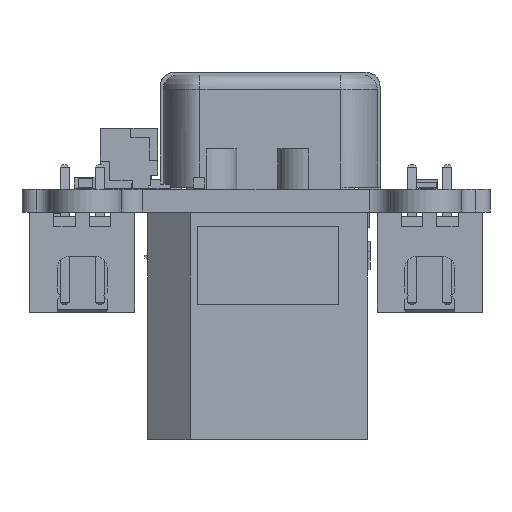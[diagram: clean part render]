
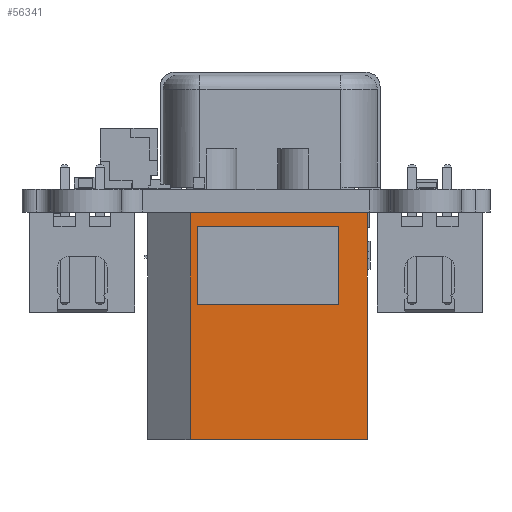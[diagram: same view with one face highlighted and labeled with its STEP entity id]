
A CAD part, left-side view. The second image highlights one B-rep face of the part: STEP entity #56341.
In plain terms, the highlighted face is planar.
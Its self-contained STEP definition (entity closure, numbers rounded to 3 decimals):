
#53160 = VERTEX_POINT('',#53161);
#53161 = CARTESIAN_POINT('',(9.35,4.05,1.));
#53170 = PLANE('',#53171);
#53171 = AXIS2_PLACEMENT_3D('',#53172,#53173,#53174);
#53172 = CARTESIAN_POINT('',(-0.65,4.05,1.));
#53173 = DIRECTION('',(0.,0.,-1.));
#53174 = DIRECTION('',(1.,0.,0.));
#53182 = PLANE('',#53183);
#53183 = AXIS2_PLACEMENT_3D('',#53184,#53185,#53186);
#53184 = CARTESIAN_POINT('',(9.35,4.05,1.));
#53185 = DIRECTION('',(1.,0.,0.));
#53186 = DIRECTION('',(0.,0.,1.));
#53223 = VERTEX_POINT('',#53224);
#53224 = CARTESIAN_POINT('',(-0.65,4.05,1.));
#53238 = PLANE('',#53239);
#53239 = AXIS2_PLACEMENT_3D('',#53240,#53241,#53242);
#53240 = CARTESIAN_POINT('',(-0.65,4.05,6.5));
#53241 = DIRECTION('',(-1.,0.,0.));
#53242 = DIRECTION('',(0.,0.,-1.));
#53250 = EDGE_CURVE('',#53223,#53160,#53251,.T.);
#53251 = SURFACE_CURVE('',#53252,(#53256,#53263),.PCURVE_S1.);
#53252 = LINE('',#53253,#53254);
#53253 = CARTESIAN_POINT('',(5.35,4.05,1.));
#53254 = VECTOR('',#53255,1.);
#53255 = DIRECTION('',(1.,0.,0.));
#53256 = PCURVE('',#53170,#53257);
#53257 = DEFINITIONAL_REPRESENTATION('',(#53258),#53262);
#53258 = LINE('',#53259,#53260);
#53259 = CARTESIAN_POINT('',(6.,0.));
#53260 = VECTOR('',#53261,1.);
#53261 = DIRECTION('',(1.,0.));
#53262 = ( GEOMETRIC_REPRESENTATION_CONTEXT(2) 
PARAMETRIC_REPRESENTATION_CONTEXT() REPRESENTATION_CONTEXT('2D SPACE',''
  ) );
#53263 = PCURVE('',#53264,#53269);
#53264 = PLANE('',#53265);
#53265 = AXIS2_PLACEMENT_3D('',#53266,#53267,#53268);
#53266 = CARTESIAN_POINT('',(11.35,4.05,0.));
#53267 = DIRECTION('',(0.,1.,0.));
#53268 = DIRECTION('',(-1.,0.,0.));
#53269 = DEFINITIONAL_REPRESENTATION('',(#53270),#53274);
#53270 = LINE('',#53271,#53272);
#53271 = CARTESIAN_POINT('',(6.,1.));
#53272 = VECTOR('',#53273,1.);
#53273 = DIRECTION('',(-1.,0.));
#53274 = ( GEOMETRIC_REPRESENTATION_CONTEXT(2) 
PARAMETRIC_REPRESENTATION_CONTEXT() REPRESENTATION_CONTEXT('2D SPACE',''
  ) );
#53304 = VERTEX_POINT('',#53305);
#53305 = CARTESIAN_POINT('',(-0.65,4.05,6.5));
#53319 = PLANE('',#53320);
#53320 = AXIS2_PLACEMENT_3D('',#53321,#53322,#53323);
#53321 = CARTESIAN_POINT('',(9.35,4.05,6.5));
#53322 = DIRECTION('',(0.,0.,1.));
#53323 = DIRECTION('',(-1.,0.,0.));
#53331 = EDGE_CURVE('',#53304,#53223,#53332,.T.);
#53332 = SURFACE_CURVE('',#53333,(#53337,#53344),.PCURVE_S1.);
#53333 = LINE('',#53334,#53335);
#53334 = CARTESIAN_POINT('',(-0.65,4.05,3.25));
#53335 = VECTOR('',#53336,1.);
#53336 = DIRECTION('',(0.,0.,-1.));
#53337 = PCURVE('',#53238,#53338);
#53338 = DEFINITIONAL_REPRESENTATION('',(#53339),#53343);
#53339 = LINE('',#53340,#53341);
#53340 = CARTESIAN_POINT('',(3.25,0.));
#53341 = VECTOR('',#53342,1.);
#53342 = DIRECTION('',(1.,0.));
#53343 = ( GEOMETRIC_REPRESENTATION_CONTEXT(2) 
PARAMETRIC_REPRESENTATION_CONTEXT() REPRESENTATION_CONTEXT('2D SPACE',''
  ) );
#53344 = PCURVE('',#53264,#53345);
#53345 = DEFINITIONAL_REPRESENTATION('',(#53346),#53350);
#53346 = LINE('',#53347,#53348);
#53347 = CARTESIAN_POINT('',(12.,3.25));
#53348 = VECTOR('',#53349,1.);
#53349 = DIRECTION('',(0.,-1.));
#53350 = ( GEOMETRIC_REPRESENTATION_CONTEXT(2) 
PARAMETRIC_REPRESENTATION_CONTEXT() REPRESENTATION_CONTEXT('2D SPACE',''
  ) );
#53380 = VERTEX_POINT('',#53381);
#53381 = CARTESIAN_POINT('',(9.35,4.05,6.5));
#53402 = EDGE_CURVE('',#53380,#53304,#53403,.T.);
#53403 = SURFACE_CURVE('',#53404,(#53408,#53415),.PCURVE_S1.);
#53404 = LINE('',#53405,#53406);
#53405 = CARTESIAN_POINT('',(10.35,4.05,6.5));
#53406 = VECTOR('',#53407,1.);
#53407 = DIRECTION('',(-1.,0.,0.));
#53408 = PCURVE('',#53319,#53409);
#53409 = DEFINITIONAL_REPRESENTATION('',(#53410),#53414);
#53410 = LINE('',#53411,#53412);
#53411 = CARTESIAN_POINT('',(-1.,0.));
#53412 = VECTOR('',#53413,1.);
#53413 = DIRECTION('',(1.,0.));
#53414 = ( GEOMETRIC_REPRESENTATION_CONTEXT(2) 
PARAMETRIC_REPRESENTATION_CONTEXT() REPRESENTATION_CONTEXT('2D SPACE',''
  ) );
#53415 = PCURVE('',#53264,#53416);
#53416 = DEFINITIONAL_REPRESENTATION('',(#53417),#53421);
#53417 = LINE('',#53418,#53419);
#53418 = CARTESIAN_POINT('',(1.,6.5));
#53419 = VECTOR('',#53420,1.);
#53420 = DIRECTION('',(1.,0.));
#53421 = ( GEOMETRIC_REPRESENTATION_CONTEXT(2) 
PARAMETRIC_REPRESENTATION_CONTEXT() REPRESENTATION_CONTEXT('2D SPACE',''
  ) );
#53426 = EDGE_CURVE('',#53160,#53380,#53427,.T.);
#53427 = SURFACE_CURVE('',#53428,(#53432,#53439),.PCURVE_S1.);
#53428 = LINE('',#53429,#53430);
#53429 = CARTESIAN_POINT('',(9.35,4.05,0.5));
#53430 = VECTOR('',#53431,1.);
#53431 = DIRECTION('',(0.,0.,1.));
#53432 = PCURVE('',#53182,#53433);
#53433 = DEFINITIONAL_REPRESENTATION('',(#53434),#53438);
#53434 = LINE('',#53435,#53436);
#53435 = CARTESIAN_POINT('',(-0.5,0.));
#53436 = VECTOR('',#53437,1.);
#53437 = DIRECTION('',(1.,0.));
#53438 = ( GEOMETRIC_REPRESENTATION_CONTEXT(2) 
PARAMETRIC_REPRESENTATION_CONTEXT() REPRESENTATION_CONTEXT('2D SPACE',''
  ) );
#53439 = PCURVE('',#53264,#53440);
#53440 = DEFINITIONAL_REPRESENTATION('',(#53441),#53445);
#53441 = LINE('',#53442,#53443);
#53442 = CARTESIAN_POINT('',(2.,0.5));
#53443 = VECTOR('',#53444,1.);
#53444 = DIRECTION('',(0.,1.));
#53445 = ( GEOMETRIC_REPRESENTATION_CONTEXT(2) 
PARAMETRIC_REPRESENTATION_CONTEXT() REPRESENTATION_CONTEXT('2D SPACE',''
  ) );
#53824 = PLANE('',#53825);
#53825 = AXIS2_PLACEMENT_3D('',#53826,#53827,#53828);
#53826 = CARTESIAN_POINT('',(11.35,-4.05,0.));
#53827 = DIRECTION('',(1.,0.,0.));
#53828 = DIRECTION('',(-0.,1.,0.));
#54806 = PLANE('',#54807);
#54807 = AXIS2_PLACEMENT_3D('',#54808,#54809,#54810);
#54808 = CARTESIAN_POINT('',(3.6,0.,0.));
#54809 = DIRECTION('',(0.,0.,1.));
#54810 = DIRECTION('',(1.,0.,-0.));
#55773 = PLANE('',#55774);
#55774 = AXIS2_PLACEMENT_3D('',#55775,#55776,#55777);
#55775 = CARTESIAN_POINT('',(3.6,0.,16.));
#55776 = DIRECTION('',(0.,0.,1.));
#55777 = DIRECTION('',(1.,0.,-0.));
#56253 = PLANE('',#56254);
#56254 = AXIS2_PLACEMENT_3D('',#56255,#56256,#56257);
#56255 = CARTESIAN_POINT('',(-1.15,4.05,0.));
#56256 = DIRECTION('',(-0.64,0.768,0.));
#56257 = DIRECTION('',(-0.768,-0.64,0.));
#56275 = VERTEX_POINT('',#56276);
#56276 = CARTESIAN_POINT('',(-1.15,4.05,0.));
#56299 = VERTEX_POINT('',#56300);
#56300 = CARTESIAN_POINT('',(-1.15,4.05,16.));
#56321 = EDGE_CURVE('',#56275,#56299,#56322,.T.);
#56322 = SURFACE_CURVE('',#56323,(#56327,#56334),.PCURVE_S1.);
#56323 = LINE('',#56324,#56325);
#56324 = CARTESIAN_POINT('',(-1.15,4.05,0.));
#56325 = VECTOR('',#56326,1.);
#56326 = DIRECTION('',(0.,0.,1.));
#56327 = PCURVE('',#56253,#56328);
#56328 = DEFINITIONAL_REPRESENTATION('',(#56329),#56333);
#56329 = LINE('',#56330,#56331);
#56330 = CARTESIAN_POINT('',(0.,0.));
#56331 = VECTOR('',#56332,1.);
#56332 = DIRECTION('',(0.,1.));
#56333 = ( GEOMETRIC_REPRESENTATION_CONTEXT(2) 
PARAMETRIC_REPRESENTATION_CONTEXT() REPRESENTATION_CONTEXT('2D SPACE',''
  ) );
#56334 = PCURVE('',#53264,#56335);
#56335 = DEFINITIONAL_REPRESENTATION('',(#56336),#56340);
#56336 = LINE('',#56337,#56338);
#56337 = CARTESIAN_POINT('',(12.5,0.));
#56338 = VECTOR('',#56339,1.);
#56339 = DIRECTION('',(0.,1.));
#56340 = ( GEOMETRIC_REPRESENTATION_CONTEXT(2) 
PARAMETRIC_REPRESENTATION_CONTEXT() REPRESENTATION_CONTEXT('2D SPACE',''
  ) );
#56341 = ADVANCED_FACE('',(#56342,#56412),#53264,.T.);
#56342 = FACE_BOUND('',#56343,.T.);
#56343 = EDGE_LOOP('',(#56344,#56367,#56368,#56391));
#56344 = ORIENTED_EDGE('',*,*,#56345,.T.);
#56345 = EDGE_CURVE('',#56346,#56275,#56348,.T.);
#56346 = VERTEX_POINT('',#56347);
#56347 = CARTESIAN_POINT('',(11.35,4.05,0.));
#56348 = SURFACE_CURVE('',#56349,(#56353,#56360),.PCURVE_S1.);
#56349 = LINE('',#56350,#56351);
#56350 = CARTESIAN_POINT('',(11.35,4.05,0.));
#56351 = VECTOR('',#56352,1.);
#56352 = DIRECTION('',(-1.,0.,0.));
#56353 = PCURVE('',#53264,#56354);
#56354 = DEFINITIONAL_REPRESENTATION('',(#56355),#56359);
#56355 = LINE('',#56356,#56357);
#56356 = CARTESIAN_POINT('',(0.,0.));
#56357 = VECTOR('',#56358,1.);
#56358 = DIRECTION('',(1.,0.));
#56359 = ( GEOMETRIC_REPRESENTATION_CONTEXT(2) 
PARAMETRIC_REPRESENTATION_CONTEXT() REPRESENTATION_CONTEXT('2D SPACE',''
  ) );
#56360 = PCURVE('',#54806,#56361);
#56361 = DEFINITIONAL_REPRESENTATION('',(#56362),#56366);
#56362 = LINE('',#56363,#56364);
#56363 = CARTESIAN_POINT('',(7.75,4.05));
#56364 = VECTOR('',#56365,1.);
#56365 = DIRECTION('',(-1.,0.));
#56366 = ( GEOMETRIC_REPRESENTATION_CONTEXT(2) 
PARAMETRIC_REPRESENTATION_CONTEXT() REPRESENTATION_CONTEXT('2D SPACE',''
  ) );
#56367 = ORIENTED_EDGE('',*,*,#56321,.T.);
#56368 = ORIENTED_EDGE('',*,*,#56369,.F.);
#56369 = EDGE_CURVE('',#56370,#56299,#56372,.T.);
#56370 = VERTEX_POINT('',#56371);
#56371 = CARTESIAN_POINT('',(11.35,4.05,16.));
#56372 = SURFACE_CURVE('',#56373,(#56377,#56384),.PCURVE_S1.);
#56373 = LINE('',#56374,#56375);
#56374 = CARTESIAN_POINT('',(11.35,4.05,16.));
#56375 = VECTOR('',#56376,1.);
#56376 = DIRECTION('',(-1.,0.,0.));
#56377 = PCURVE('',#53264,#56378);
#56378 = DEFINITIONAL_REPRESENTATION('',(#56379),#56383);
#56379 = LINE('',#56380,#56381);
#56380 = CARTESIAN_POINT('',(0.,16.));
#56381 = VECTOR('',#56382,1.);
#56382 = DIRECTION('',(1.,0.));
#56383 = ( GEOMETRIC_REPRESENTATION_CONTEXT(2) 
PARAMETRIC_REPRESENTATION_CONTEXT() REPRESENTATION_CONTEXT('2D SPACE',''
  ) );
#56384 = PCURVE('',#55773,#56385);
#56385 = DEFINITIONAL_REPRESENTATION('',(#56386),#56390);
#56386 = LINE('',#56387,#56388);
#56387 = CARTESIAN_POINT('',(7.75,4.05));
#56388 = VECTOR('',#56389,1.);
#56389 = DIRECTION('',(-1.,0.));
#56390 = ( GEOMETRIC_REPRESENTATION_CONTEXT(2) 
PARAMETRIC_REPRESENTATION_CONTEXT() REPRESENTATION_CONTEXT('2D SPACE',''
  ) );
#56391 = ORIENTED_EDGE('',*,*,#56392,.F.);
#56392 = EDGE_CURVE('',#56346,#56370,#56393,.T.);
#56393 = SURFACE_CURVE('',#56394,(#56398,#56405),.PCURVE_S1.);
#56394 = LINE('',#56395,#56396);
#56395 = CARTESIAN_POINT('',(11.35,4.05,0.));
#56396 = VECTOR('',#56397,1.);
#56397 = DIRECTION('',(0.,0.,1.));
#56398 = PCURVE('',#53264,#56399);
#56399 = DEFINITIONAL_REPRESENTATION('',(#56400),#56404);
#56400 = LINE('',#56401,#56402);
#56401 = CARTESIAN_POINT('',(0.,0.));
#56402 = VECTOR('',#56403,1.);
#56403 = DIRECTION('',(0.,1.));
#56404 = ( GEOMETRIC_REPRESENTATION_CONTEXT(2) 
PARAMETRIC_REPRESENTATION_CONTEXT() REPRESENTATION_CONTEXT('2D SPACE',''
  ) );
#56405 = PCURVE('',#53824,#56406);
#56406 = DEFINITIONAL_REPRESENTATION('',(#56407),#56411);
#56407 = LINE('',#56408,#56409);
#56408 = CARTESIAN_POINT('',(8.1,0.));
#56409 = VECTOR('',#56410,1.);
#56410 = DIRECTION('',(0.,1.));
#56411 = ( GEOMETRIC_REPRESENTATION_CONTEXT(2) 
PARAMETRIC_REPRESENTATION_CONTEXT() REPRESENTATION_CONTEXT('2D SPACE',''
  ) );
#56412 = FACE_BOUND('',#56413,.T.);
#56413 = EDGE_LOOP('',(#56414,#56415,#56416,#56417));
#56414 = ORIENTED_EDGE('',*,*,#53250,.T.);
#56415 = ORIENTED_EDGE('',*,*,#53426,.T.);
#56416 = ORIENTED_EDGE('',*,*,#53402,.T.);
#56417 = ORIENTED_EDGE('',*,*,#53331,.T.);
